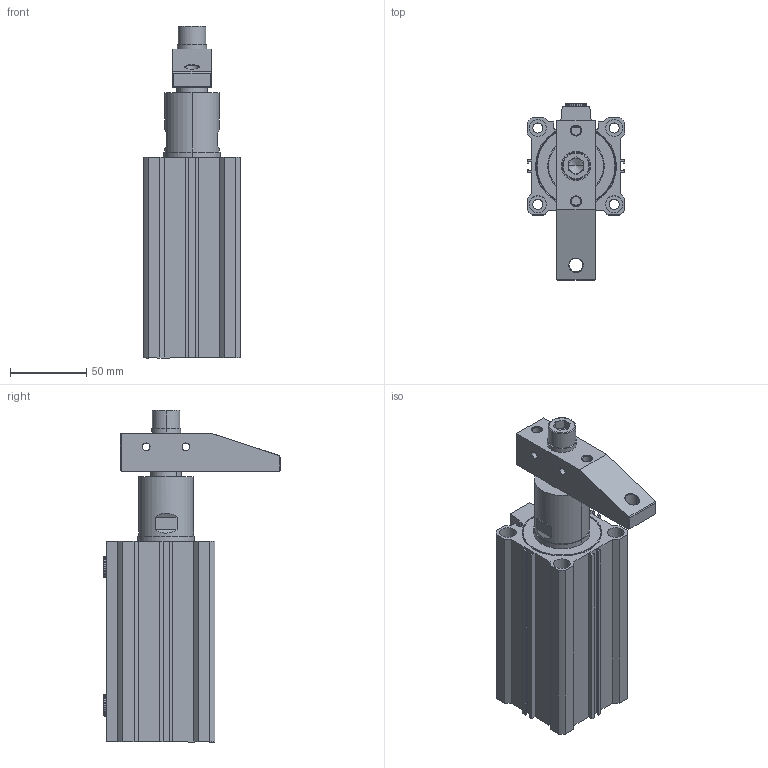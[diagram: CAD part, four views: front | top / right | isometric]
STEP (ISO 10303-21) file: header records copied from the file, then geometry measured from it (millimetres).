
FILE_DESCRIPTION (( 'STEP AP214' ), '1' );
FILE_NAME ('PBL-50感应式转角缸三维图.STEP', '2020-08-05T06:26:38', ( '' ), ( '' ), 'SwSTEP 2.0', 'SolidWorks 2016', '' );
FILE_SCHEMA (( 'AUTOMOTIVE_DESIGN' ));
Length unit declared in the file: millimetre
Products named in the file (9): socket head cap screw_iso_ISO 4762 M12 x 35 - 35C; 揤旋_2; PBL50ヶ裔; 掛极414; 錨璃3; 41; PBL50活塞; Spring lock washers--Normal type GB_GB_FASTENER_WASHER_SW 12; PBL-50感应式转角缸三维图
Assembly tree (9 placements, depth 2):
  PBL-50感应式转角缸三维图
    Spring lock washers--Normal type GB_GB_FASTENER_WASHER_SW 12
    PBL50活塞
    41  x2
    錨璃3
    掛极414
    PBL50ヶ裔
    揤旋_2
    socket head cap screw_iso_ISO 4762 M12 x 35 - 35C
Bounding box: 64 x 116 x 217.6 mm (x, y, z)
Volume: 201976.1 mm3; surface area: 137835.9 mm2
Topology: 8 solids, 10 shells, 428 faces, 1060 edges, 678 vertices
Faces by surface type: cylinder 182, plane 147, cone 58, torus 30, bspline 11
Entity records: 22280 total; most frequent: CARTESIAN_POINT 8480, ORIENTED_EDGE 1998, DIRECTION 1917, EDGE_CURVE 1000, AXIS2_PLACEMENT_3D 710, VERTEX_POINT 644, VECTOR 497, LINE 497
